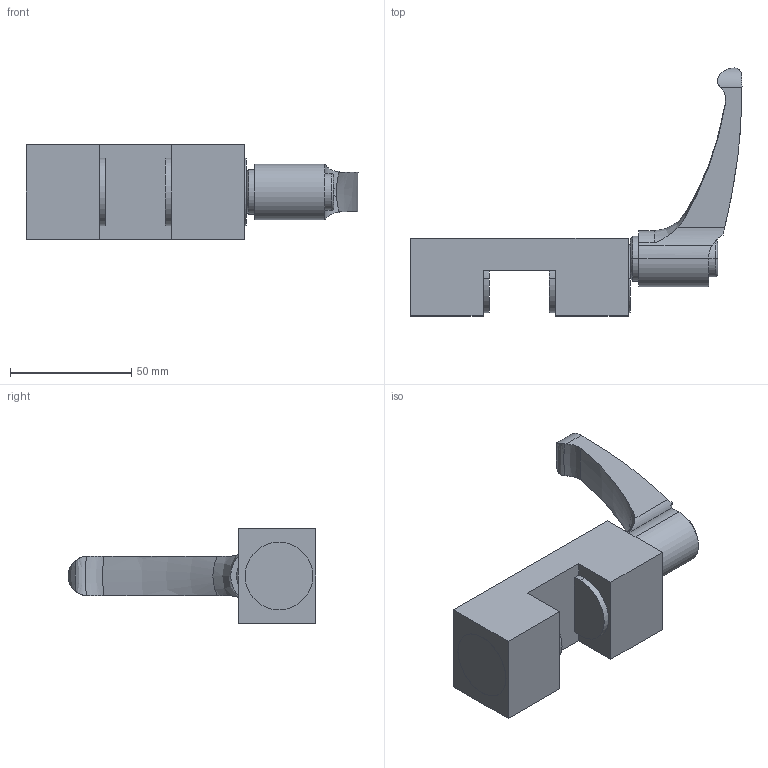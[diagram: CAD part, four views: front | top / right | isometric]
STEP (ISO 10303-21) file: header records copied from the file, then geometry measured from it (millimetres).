
FILE_DESCRIPTION (( 'STEP AP203' ), '1' );
FILE_NAME ('HK3002K.STEP', '2023-03-30T13:48:37', ( '' ), ( '' ), 'SwSTEP 2.0', 'SolidWorks 2022', '' );
FILE_SCHEMA (( 'CONFIG_CONTROL_DESIGN' ));
Length unit declared in the file: millimetre
Products named in the file (3): HK3002K; ELESA-Klemmhebel GN 604-78-M8-SG; ghkHK3002K104224.6
Assembly tree (2 placements, depth 2):
  HK3002K
    ELESA-Klemmhebel GN 604-78-M8-SG
    ghkHK3002K104224.6
Bounding box: 137.06 x 102.38 x 39 mm (x, y, z)
Volume: 118449.2 mm3; surface area: 23637.6 mm2
Topology: 2 solids, 2 shells, 90 faces, 225 edges, 140 vertices
Faces by surface type: cylinder 33, plane 28, cone 18, bspline 8, torus 3
Entity records: 3392 total; most frequent: CARTESIAN_POINT 1017, ORIENTED_EDGE 434, DIRECTION 434, EDGE_CURVE 217, AXIS2_PLACEMENT_3D 166, VERTEX_POINT 140, VECTOR 102, LINE 102
